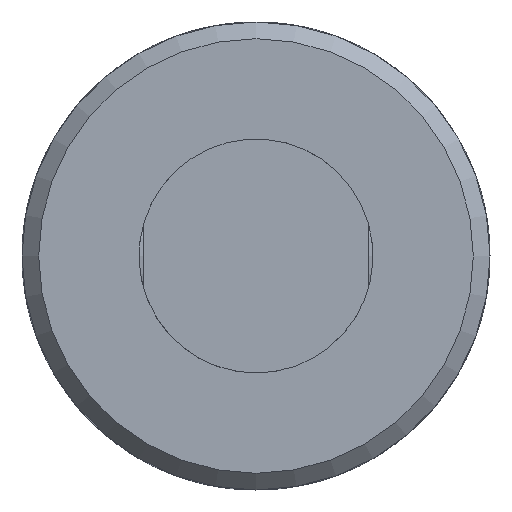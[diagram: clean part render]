
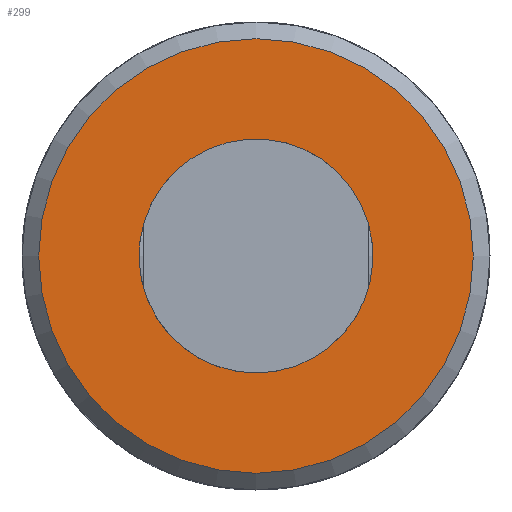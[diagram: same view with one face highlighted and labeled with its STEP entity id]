
A CAD part, left-side view. The second image highlights one B-rep face of the part: STEP entity #299.
In plain terms, the highlighted planar face has unit normal (-1, 0, 0).
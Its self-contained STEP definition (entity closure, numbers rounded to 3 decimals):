
#299 = ADVANCED_FACE( '', ( #586, #587 ), #588, .F. );
#586 = FACE_OUTER_BOUND( '', #866, .T. );
#587 = FACE_BOUND( '', #867, .T. );
#588 = PLANE( '', #868 );
#866 = EDGE_LOOP( '', ( #1378 ) );
#867 = EDGE_LOOP( '', ( #1379 ) );
#868 = AXIS2_PLACEMENT_3D( '', #1380, #1381, #1382 );
#1378 = ORIENTED_EDGE( '', *, *, #1689, .F. );
#1379 = ORIENTED_EDGE( '', *, *, #1679, .T. );
#1380 = CARTESIAN_POINT( '', ( 0., 0., 0. ) );
#1381 = DIRECTION( '', ( 1., 0., 0. ) );
#1382 = DIRECTION( '', ( 0., 0., -1. ) );
#1679 = EDGE_CURVE( '', #1990, #1990, #1991, .T. );
#1689 = EDGE_CURVE( '', #2004, #2004, #2005, .T. );
#1990 = VERTEX_POINT( '', #3152 );
#1991 = CIRCLE( '', #3153, 7. );
#2004 = VERTEX_POINT( '', #3254 );
#2005 = CIRCLE( '', #3255, 13. );
#3152 = CARTESIAN_POINT( '', ( 0., 0., -7. ) );
#3153 = AXIS2_PLACEMENT_3D( '', #3548, #3549, #3550 );
#3254 = CARTESIAN_POINT( '', ( 0., 0., -13. ) );
#3255 = AXIS2_PLACEMENT_3D( '', #3558, #3559, #3560 );
#3548 = CARTESIAN_POINT( '', ( 0., 0., 0. ) );
#3549 = DIRECTION( '', ( 1., 0., 0. ) );
#3550 = DIRECTION( '', ( 0., 0., -1. ) );
#3558 = CARTESIAN_POINT( '', ( 0., 0., 0. ) );
#3559 = DIRECTION( '', ( 1., 0., 0. ) );
#3560 = DIRECTION( '', ( 0., 0., -1. ) );
